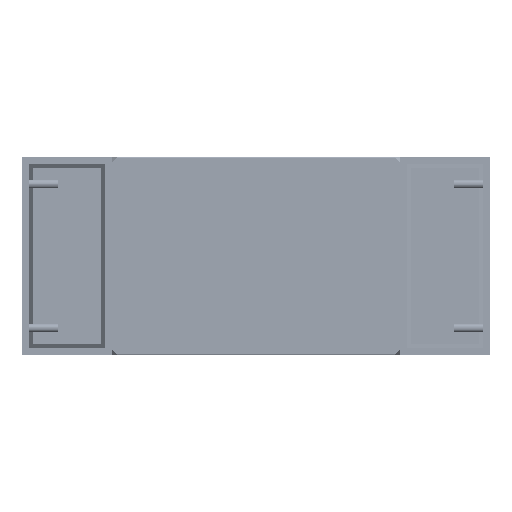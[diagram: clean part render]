
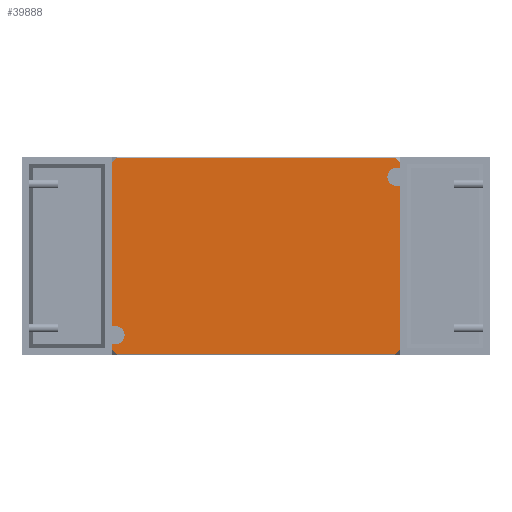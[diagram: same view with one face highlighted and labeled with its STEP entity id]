
A CAD part, front view. The second image highlights one B-rep face of the part: STEP entity #39888.
In plain terms, the highlighted planar face has unit normal (0, -1, 0).
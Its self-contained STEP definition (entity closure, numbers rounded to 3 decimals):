
#547 = VECTOR ( 'NONE', #21095, 1000. ) ;
#613 = CARTESIAN_POINT ( 'NONE',  ( -54.5, -25., 157.5 ) ) ;
#1131 = LINE ( 'NONE', #33202, #43231 ) ;
#1957 = VERTEX_POINT ( 'NONE', #19602 ) ;
#2222 = EDGE_CURVE ( 'NONE', #14708, #8338, #5461, .T. ) ;
#2792 = CARTESIAN_POINT ( 'NONE',  ( -52., -25., 160. ) ) ;
#3764 = CARTESIAN_POINT ( 'NONE',  ( -54.5, -25., 160. ) ) ;
#4072 = LINE ( 'NONE', #3764, #42329 ) ;
#4143 = CIRCLE ( 'NONE', #13870, 5. ) ;
#4184 = EDGE_CURVE ( 'NONE', #54756, #8338, #16705, .T. ) ;
#4529 = VECTOR ( 'NONE', #59342, 1000. ) ;
#5461 = LINE ( 'NONE', #24082, #33759 ) ;
#6438 = DIRECTION ( 'NONE',  ( 1., 0., 0. ) ) ;
#6574 = CARTESIAN_POINT ( 'NONE',  ( -39., -25., 158. ) ) ;
#6871 = VERTEX_POINT ( 'NONE', #37665 ) ;
#7258 = VERTEX_POINT ( 'NONE', #37015 ) ;
#7410 = ORIENTED_EDGE ( 'NONE', *, *, #4184, .F. ) ;
#7720 = EDGE_CURVE ( 'NONE', #7924, #41499, #56749, .T. ) ;
#7737 = VERTEX_POINT ( 'NONE', #39351 ) ;
#7924 = VERTEX_POINT ( 'NONE', #12504 ) ;
#8131 = EDGE_CURVE ( 'NONE', #48240, #7258, #48121, .T. ) ;
#8232 = EDGE_CURVE ( 'NONE', #32743, #1957, #4072, .T. ) ;
#8338 = VERTEX_POINT ( 'NONE', #27272 ) ;
#9146 = VECTOR ( 'NONE', #25900, 1000. ) ;
#9566 = CIRCLE ( 'NONE', #16372, 5. ) ;
#10214 = FACE_OUTER_BOUND ( 'NONE', #26590, .T. ) ;
#10303 = DIRECTION ( 'NONE',  ( 0., 0., 1. ) ) ;
#10777 = DIRECTION ( 'NONE',  ( -0.707, 0., -0.707 ) ) ;
#11400 = EDGE_CURVE ( 'NONE', #13435, #19685, #34060, .T. ) ;
#12170 = CARTESIAN_POINT ( 'NONE',  ( -54.5, -25., 160. ) ) ;
#12504 = CARTESIAN_POINT ( 'NONE',  ( -49., -25., 160. ) ) ;
#13278 = EDGE_CURVE ( 'NONE', #1957, #7737, #16220, .T. ) ;
#13301 = CARTESIAN_POINT ( 'NONE',  ( 54.5, -25., 160. ) ) ;
#13435 = VERTEX_POINT ( 'NONE', #19828 ) ;
#13870 = AXIS2_PLACEMENT_3D ( 'NONE', #16520, #48232, #6438 ) ;
#13949 = ORIENTED_EDGE ( 'NONE', *, *, #39231, .F. ) ;
#14708 = VERTEX_POINT ( 'NONE', #46981 ) ;
#14735 = DIRECTION ( 'NONE',  ( 0., -1., 0. ) ) ;
#15032 = LINE ( 'NONE', #33642, #47530 ) ;
#15443 = DIRECTION ( 'NONE',  ( 0., 0., 1. ) ) ;
#15642 = CARTESIAN_POINT ( 'NONE',  ( -54.5, -25., 160. ) ) ;
#16220 = LINE ( 'NONE', #39116, #547 ) ;
#16372 = AXIS2_PLACEMENT_3D ( 'NONE', #24510, #14735, #52228 ) ;
#16410 = CARTESIAN_POINT ( 'NONE',  ( 52., -25., 160. ) ) ;
#16520 = CARTESIAN_POINT ( 'NONE',  ( -44., -25., 158. ) ) ;
#16635 = EDGE_CURVE ( 'NONE', #54756, #6871, #21590, .T. ) ;
#16705 = LINE ( 'NONE', #13301, #50529 ) ;
#16822 = CARTESIAN_POINT ( 'NONE',  ( -54.5, -25., 0. ) ) ;
#18262 = CARTESIAN_POINT ( 'NONE',  ( 49., -25., 2. ) ) ;
#19157 = ORIENTED_EDGE ( 'NONE', *, *, #21149, .F. ) ;
#19602 = CARTESIAN_POINT ( 'NONE',  ( -54.5, -25., 2.5 ) ) ;
#19643 = ORIENTED_EDGE ( 'NONE', *, *, #13278, .T. ) ;
#19685 = VERTEX_POINT ( 'NONE', #18262 ) ;
#19828 = CARTESIAN_POINT ( 'NONE',  ( 49., -25., 0. ) ) ;
#19840 = CARTESIAN_POINT ( 'NONE',  ( -49., -25., 158. ) ) ;
#20196 = LINE ( 'NONE', #15642, #50821 ) ;
#21095 = DIRECTION ( 'NONE',  ( 0.707, 0., -0.707 ) ) ;
#21149 = EDGE_CURVE ( 'NONE', #37736, #49986, #27888, .T. ) ;
#21448 = EDGE_CURVE ( 'NONE', #13435, #14708, #40002, .T. ) ;
#21590 = LINE ( 'NONE', #16410, #37849 ) ;
#21699 = ORIENTED_EDGE ( 'NONE', *, *, #7720, .F. ) ;
#22457 = CARTESIAN_POINT ( 'NONE',  ( -49., -25., 158. ) ) ;
#22646 = ORIENTED_EDGE ( 'NONE', *, *, #2222, .T. ) ;
#23418 = ORIENTED_EDGE ( 'NONE', *, *, #16635, .T. ) ;
#24082 = CARTESIAN_POINT ( 'NONE',  ( 55., -25., 3. ) ) ;
#24510 = CARTESIAN_POINT ( 'NONE',  ( 44., -25., 2. ) ) ;
#25900 = DIRECTION ( 'NONE',  ( 1., 0., 0. ) ) ;
#26119 = VECTOR ( 'NONE', #15443, 1000. ) ;
#26403 = EDGE_CURVE ( 'NONE', #19685, #37736, #9566, .T. ) ;
#26433 = EDGE_CURVE ( 'NONE', #44981, #32743, #15032, .T. ) ;
#26590 = EDGE_LOOP ( 'NONE', ( #51254, #27631, #43435, #22646, #7410, #23418, #13949, #46491, #53889, #21699, #53111, #45630, #41825, #19643, #38729, #19157 ) ) ;
#26709 = CARTESIAN_POINT ( 'NONE',  ( 39., -25., 2. ) ) ;
#26724 = VECTOR ( 'NONE', #33577, 1000. ) ;
#27272 = CARTESIAN_POINT ( 'NONE',  ( 54.5, -25., 2.5 ) ) ;
#27484 = AXIS2_PLACEMENT_3D ( 'NONE', #32504, #51400, #28529 ) ;
#27631 = ORIENTED_EDGE ( 'NONE', *, *, #11400, .F. ) ;
#27888 = LINE ( 'NONE', #26709, #4529 ) ;
#28529 = DIRECTION ( 'NONE',  ( -1., 0., 0. ) ) ;
#30767 = LINE ( 'NONE', #12170, #9146 ) ;
#32504 = CARTESIAN_POINT ( 'NONE',  ( -54.5, -25., 160. ) ) ;
#32694 = CARTESIAN_POINT ( 'NONE',  ( 39., -25., 2. ) ) ;
#32743 = VERTEX_POINT ( 'NONE', #613 ) ;
#32793 = PLANE ( 'NONE',  #27484 ) ;
#33202 = CARTESIAN_POINT ( 'NONE',  ( -54.5, -25., 0. ) ) ;
#33577 = DIRECTION ( 'NONE',  ( 0., 0., -1. ) ) ;
#33642 = CARTESIAN_POINT ( 'NONE',  ( -52., -25., 160. ) ) ;
#33759 = VECTOR ( 'NONE', #42687, 1000. ) ;
#34060 = LINE ( 'NONE', #57209, #26119 ) ;
#35601 = DIRECTION ( 'NONE',  ( 0., 0., -1. ) ) ;
#35827 = DIRECTION ( 'NONE',  ( 0., 0., -1. ) ) ;
#36214 = CARTESIAN_POINT ( 'NONE',  ( 39., -25., 0. ) ) ;
#37015 = CARTESIAN_POINT ( 'NONE',  ( -39., -25., 160. ) ) ;
#37665 = CARTESIAN_POINT ( 'NONE',  ( 52., -25., 160. ) ) ;
#37736 = VERTEX_POINT ( 'NONE', #32694 ) ;
#37849 = VECTOR ( 'NONE', #53617, 1000. ) ;
#38729 = ORIENTED_EDGE ( 'NONE', *, *, #41132, .T. ) ;
#39116 = CARTESIAN_POINT ( 'NONE',  ( -55., -25., 3. ) ) ;
#39231 = EDGE_CURVE ( 'NONE', #7258, #6871, #20196, .T. ) ;
#39351 = CARTESIAN_POINT ( 'NONE',  ( -52., -25., 0. ) ) ;
#39888 = ADVANCED_FACE ( 'NONE', ( #10214 ), #32793, .F. ) ;
#40002 = LINE ( 'NONE', #16822, #51308 ) ;
#41132 = EDGE_CURVE ( 'NONE', #7737, #49986, #1131, .T. ) ;
#41499 = VERTEX_POINT ( 'NONE', #22457 ) ;
#41825 = ORIENTED_EDGE ( 'NONE', *, *, #8232, .T. ) ;
#42329 = VECTOR ( 'NONE', #35827, 1000. ) ;
#42687 = DIRECTION ( 'NONE',  ( 0.707, 0., 0.707 ) ) ;
#43231 = VECTOR ( 'NONE', #56673, 1000. ) ;
#43435 = ORIENTED_EDGE ( 'NONE', *, *, #21448, .T. ) ;
#44981 = VERTEX_POINT ( 'NONE', #2792 ) ;
#45630 = ORIENTED_EDGE ( 'NONE', *, *, #26433, .T. ) ;
#46491 = ORIENTED_EDGE ( 'NONE', *, *, #8131, .F. ) ;
#46981 = CARTESIAN_POINT ( 'NONE',  ( 52., -25., 0. ) ) ;
#47508 = CARTESIAN_POINT ( 'NONE',  ( -39., -25., 158. ) ) ;
#47530 = VECTOR ( 'NONE', #10777, 1000. ) ;
#47559 = CARTESIAN_POINT ( 'NONE',  ( 54.5, -25., 157.5 ) ) ;
#48121 = LINE ( 'NONE', #47508, #57818 ) ;
#48232 = DIRECTION ( 'NONE',  ( 0., -1., 0. ) ) ;
#48240 = VERTEX_POINT ( 'NONE', #6574 ) ;
#49986 = VERTEX_POINT ( 'NONE', #36214 ) ;
#50529 = VECTOR ( 'NONE', #35601, 1000. ) ;
#50821 = VECTOR ( 'NONE', #52536, 1000. ) ;
#51254 = ORIENTED_EDGE ( 'NONE', *, *, #26403, .F. ) ;
#51308 = VECTOR ( 'NONE', #58602, 1000. ) ;
#51400 = DIRECTION ( 'NONE',  ( 0., 1., 0. ) ) ;
#52228 = DIRECTION ( 'NONE',  ( 1., 0., 0. ) ) ;
#52368 = EDGE_CURVE ( 'NONE', #41499, #48240, #4143, .T. ) ;
#52536 = DIRECTION ( 'NONE',  ( 1., 0., 0. ) ) ;
#53111 = ORIENTED_EDGE ( 'NONE', *, *, #55038, .F. ) ;
#53617 = DIRECTION ( 'NONE',  ( -0.707, 0., 0.707 ) ) ;
#53889 = ORIENTED_EDGE ( 'NONE', *, *, #52368, .F. ) ;
#54756 = VERTEX_POINT ( 'NONE', #47559 ) ;
#55038 = EDGE_CURVE ( 'NONE', #44981, #7924, #30767, .T. ) ;
#56673 = DIRECTION ( 'NONE',  ( 1., 0., 0. ) ) ;
#56749 = LINE ( 'NONE', #19840, #26724 ) ;
#57209 = CARTESIAN_POINT ( 'NONE',  ( 49., -25., 2. ) ) ;
#57818 = VECTOR ( 'NONE', #10303, 1000. ) ;
#58602 = DIRECTION ( 'NONE',  ( 1., 0., 0. ) ) ;
#59342 = DIRECTION ( 'NONE',  ( 0., 0., -1. ) ) ;
